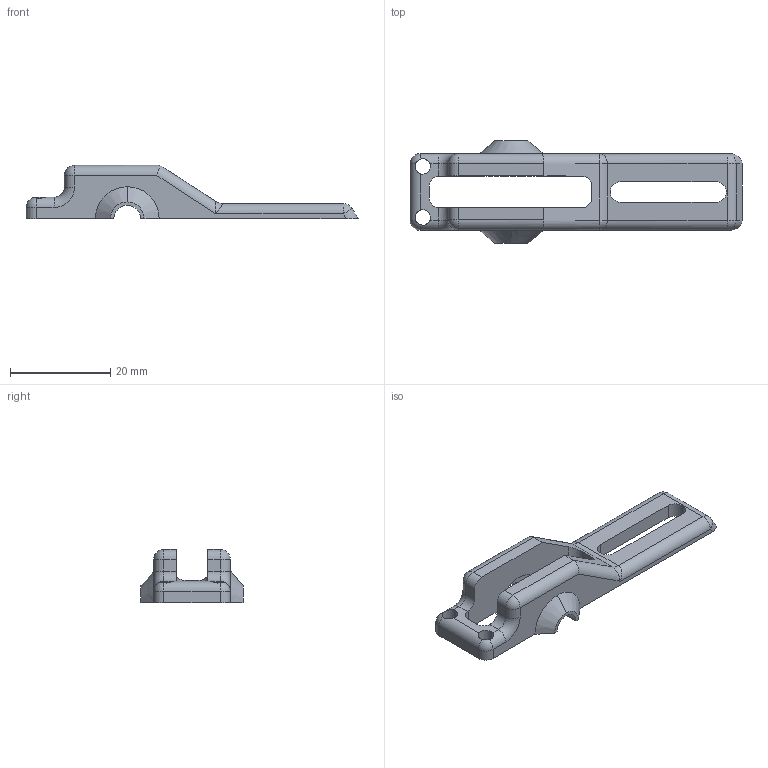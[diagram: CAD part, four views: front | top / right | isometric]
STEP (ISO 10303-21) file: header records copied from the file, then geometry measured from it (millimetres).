
FILE_DESCRIPTION (( 'STEP AP203' ), '1' );
FILE_NAME ('Gear J5 ring carrier cap.STEP', '2016-07-29T00:22:57', ( '' ), ( '' ), 'SwSTEP 2.0', 'SolidWorks 2015', '' );
FILE_SCHEMA (( 'CONFIG_CONTROL_DESIGN' ));
Length unit declared in the file: inch
Products named in the file (1): Gear J5 ring carrier cap
Bounding box: 66.1 x 20.32 x 10.6 mm (x, y, z)
Volume: 3596.6 mm3; surface area: 3119.3 mm2
Topology: 1 solids, 1 shells, 73 faces, 205 edges, 122 vertices
Faces by surface type: cylinder 37, plane 23, sphere 6, cone 3, bspline 2, torus 2
Entity records: 2476 total; most frequent: CARTESIAN_POINT 555, ORIENTED_EDGE 394, DIRECTION 391, EDGE_CURVE 197, AXIS2_PLACEMENT_3D 142, VERTEX_POINT 122, VECTOR 107, LINE 107
